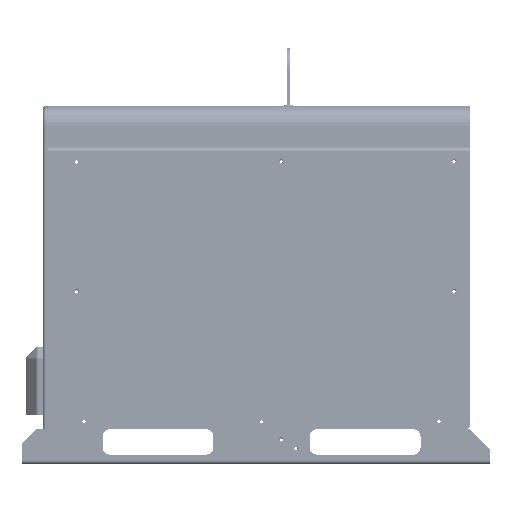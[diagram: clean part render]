
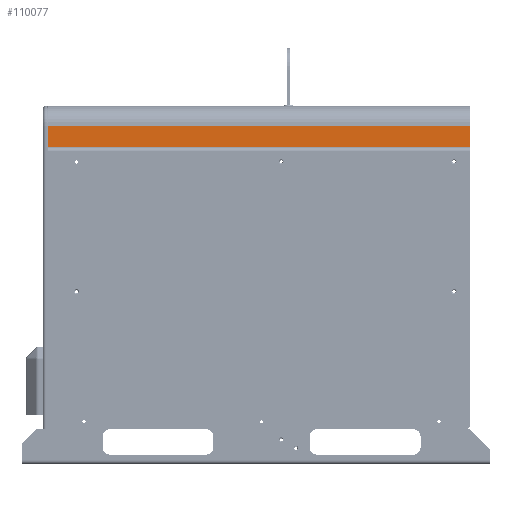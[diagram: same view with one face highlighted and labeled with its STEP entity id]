
A CAD part, top view. The second image highlights one B-rep face of the part: STEP entity #110077.
In plain terms, the highlighted planar face has unit normal (0, 0, 1).
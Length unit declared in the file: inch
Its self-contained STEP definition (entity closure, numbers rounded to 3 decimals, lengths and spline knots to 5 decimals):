
#1708 = CARTESIAN_POINT ( 'NONE',  ( -12.08164, 26.1644, 7.8933 ) ) ;
#9142 = CARTESIAN_POINT ( 'NONE',  ( -12.08164, 26.1644, 7.8933 ) ) ;
#18262 = ORIENTED_EDGE ( 'NONE', *, *, #55199, .F. ) ;
#22112 = VERTEX_POINT ( 'NONE', #207845 ) ;
#33127 = VERTEX_POINT ( 'NONE', #200433 ) ;
#34193 = DIRECTION ( 'NONE',  ( 1., 0., 0. ) ) ;
#42636 = CARTESIAN_POINT ( 'NONE',  ( 18.84836, 26.1644, 7.8933 ) ) ;
#55199 = EDGE_CURVE ( 'NONE', #22112, #73759, #107140, .T. ) ;
#57419 = VECTOR ( 'NONE', #111856, 39.37008 ) ;
#61098 = LINE ( 'NONE', #177418, #142147 ) ;
#65050 = VERTEX_POINT ( 'NONE', #191558 ) ;
#66615 = CARTESIAN_POINT ( 'NONE',  ( -9.66364, 24.71555, 7.8933 ) ) ;
#69053 = EDGE_CURVE ( 'NONE', #65050, #22112, #186609, .T. ) ;
#72250 = VECTOR ( 'NONE', #115554, 39.37008 ) ;
#73759 = VERTEX_POINT ( 'NONE', #42636 ) ;
#75506 = EDGE_LOOP ( 'NONE', ( #87684, #117693, #18262, #98994 ) ) ;
#79243 = CARTESIAN_POINT ( 'NONE',  ( -9.66364, 26.1644, 7.8933 ) ) ;
#87684 = ORIENTED_EDGE ( 'NONE', *, *, #123700, .F. ) ;
#98526 = PLANE ( 'NONE',  #163660 ) ;
#98994 = ORIENTED_EDGE ( 'NONE', *, *, #69053, .F. ) ;
#107140 = LINE ( 'NONE', #9142, #145159 ) ;
#110077 = ADVANCED_FACE ( 'NONE', ( #195264 ), #98526, .T. ) ;
#111856 = DIRECTION ( 'NONE',  ( 0., 1., 0. ) ) ;
#115554 = DIRECTION ( 'NONE',  ( -1., 0., 0. ) ) ;
#117693 = ORIENTED_EDGE ( 'NONE', *, *, #126127, .F. ) ;
#120422 = LINE ( 'NONE', #66615, #72250 ) ;
#123700 = EDGE_CURVE ( 'NONE', #33127, #65050, #120422, .T. ) ;
#126127 = EDGE_CURVE ( 'NONE', #73759, #33127, #61098, .T. ) ;
#131116 = DIRECTION ( 'NONE',  ( 0., 0., 1. ) ) ;
#142147 = VECTOR ( 'NONE', #193715, 39.37008 ) ;
#145159 = VECTOR ( 'NONE', #154878, 39.37008 ) ;
#154878 = DIRECTION ( 'NONE',  ( 1., 0., 0. ) ) ;
#163660 = AXIS2_PLACEMENT_3D ( 'NONE', #1708, #131116, #34193 ) ;
#177418 = CARTESIAN_POINT ( 'NONE',  ( 18.84836, 26.1644, 7.8933 ) ) ;
#186609 = LINE ( 'NONE', #79243, #57419 ) ;
#191558 = CARTESIAN_POINT ( 'NONE',  ( -9.66364, 24.71555, 7.8933 ) ) ;
#193715 = DIRECTION ( 'NONE',  ( 0., -1., 0. ) ) ;
#195264 = FACE_OUTER_BOUND ( 'NONE', #75506, .T. ) ;
#200433 = CARTESIAN_POINT ( 'NONE',  ( 18.84836, 24.71555, 7.8933 ) ) ;
#207845 = CARTESIAN_POINT ( 'NONE',  ( -9.66364, 26.1644, 7.8933 ) ) ;
